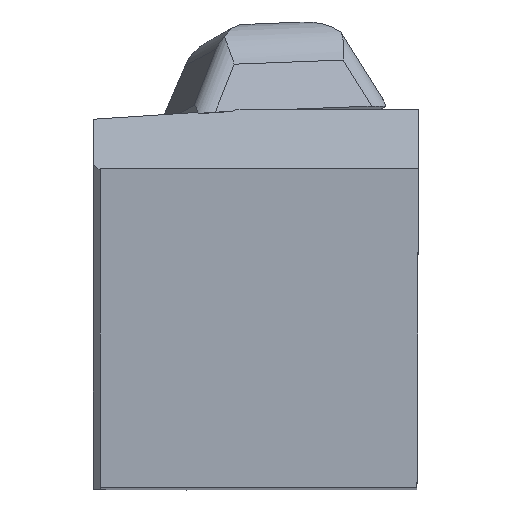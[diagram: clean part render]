
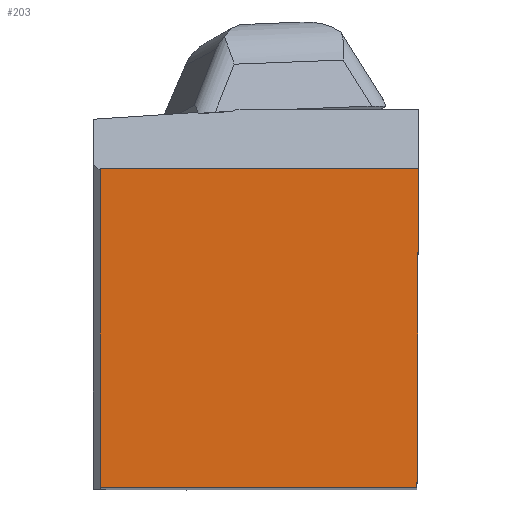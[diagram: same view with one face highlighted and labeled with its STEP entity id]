
A CAD part, top view. The second image highlights one B-rep face of the part: STEP entity #203.
In plain terms, the highlighted planar face has unit normal (0, 0, 1).
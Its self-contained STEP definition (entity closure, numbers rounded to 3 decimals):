
#139=FACE_OUTER_BOUND('',#598,.T.);
#203=ADVANCED_FACE('BLANK_BOXF006',(#139),#261,.F.);
#261=PLANE('',#1423);
#344=LINE('',#2044,#479);
#345=LINE('',#2047,#480);
#346=LINE('',#2049,#481);
#347=LINE('',#2051,#482);
#479=VECTOR('',#1623,1.);
#480=VECTOR('',#1624,1.);
#481=VECTOR('',#1625,1.);
#482=VECTOR('',#1626,1.);
#598=EDGE_LOOP('',(#746,#747,#748,#749));
#746=ORIENTED_EDGE('',*,*,#1181,.F.);
#747=ORIENTED_EDGE('',*,*,#1182,.F.);
#748=ORIENTED_EDGE('',*,*,#1183,.F.);
#749=ORIENTED_EDGE('',*,*,#1184,.F.);
#1050=VERTEX_POINT('',#2045);
#1051=VERTEX_POINT('',#2046);
#1052=VERTEX_POINT('',#2048);
#1053=VERTEX_POINT('',#2050);
#1181=EDGE_CURVE('',#1050,#1051,#344,.T.);
#1182=EDGE_CURVE('',#1052,#1050,#345,.T.);
#1183=EDGE_CURVE('',#1053,#1052,#346,.T.);
#1184=EDGE_CURVE('',#1051,#1053,#347,.T.);
#1423=AXIS2_PLACEMENT_3D('',#2052,#1627,#1628);
#1623=DIRECTION('',(0.,1.,0.));
#1624=DIRECTION('',(-1.,0.,0.));
#1625=DIRECTION('',(-0.004,-1.,0.));
#1626=DIRECTION('',(1.,0.,0.));
#1627=DIRECTION('',(0.,0.,-1.));
#1628=DIRECTION('',(-1.,0.,0.));
#2044=CARTESIAN_POINT('',(-31.85,-190.35,0.));
#2045=CARTESIAN_POINT('',(-31.85,0.,0.));
#2046=CARTESIAN_POINT('',(-31.85,31.85,0.));
#2047=CARTESIAN_POINT('',(190.35,0.,0.));
#2048=CARTESIAN_POINT('',(-0.139,0.,0.));
#2049=CARTESIAN_POINT('',(0.692,190.348,0.));
#2050=CARTESIAN_POINT('',(0.,31.85,0.));
#2051=CARTESIAN_POINT('',(-190.35,31.85,0.));
#2052=CARTESIAN_POINT('',(-46.35,-5.,0.));
